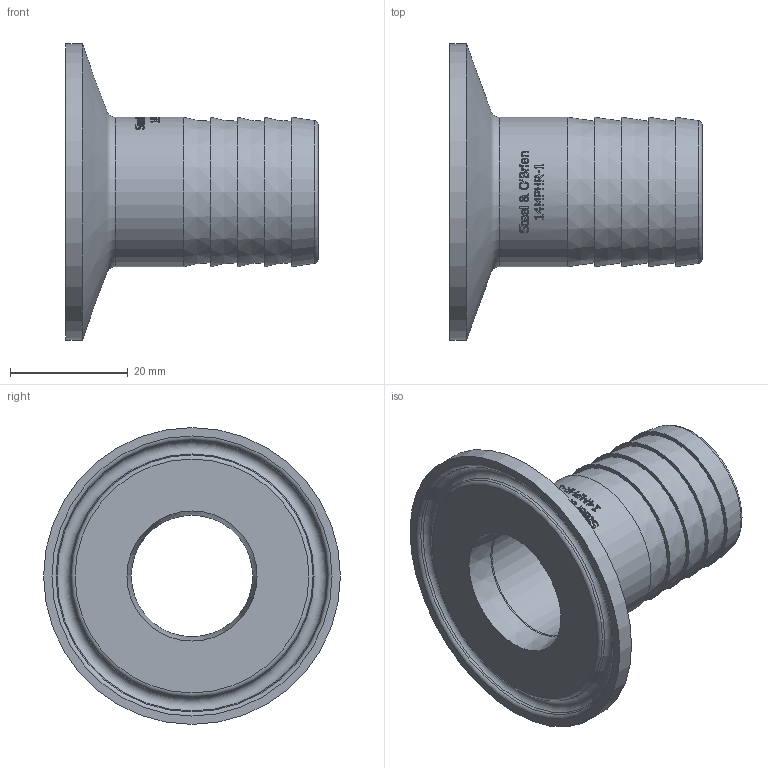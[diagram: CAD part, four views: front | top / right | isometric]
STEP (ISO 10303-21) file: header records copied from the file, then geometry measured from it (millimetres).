
FILE_DESCRIPTION(/* description */ (''),/* implementation_level */ '2;1');
FILE_NAME(/* name */ '14MPHR-1.stp',/* time_stamp */ '2021-11-16T10:53:31-05:00',/* author */ ('rick'),/* organization */ (''),/* preprocessor_version */ 'ST-DEVELOPER v18.1',/* originating_system */ 'Autodesk Inventor 2020',/* authorisation */ '');
FILE_SCHEMA (('AUTOMOTIVE_DESIGN { 1 0 10303 214 3 1 1 }'));
Length unit declared in the file: inch
Products named in the file (1): 14MPHR-1
Bounding box: 42.85 x 50.39 x 50.39 mm (x, y, z)
Volume: 13389.1 mm3; surface area: 9725.8 mm2
Topology: 1 solids, 1 shells, 357 faces, 975 edges, 658 vertices
Faces by surface type: plane 169, bspline 136, cylinder 36, cone 9, torus 7
Full cylindrical faces by diameter (mm): 20.625 x1, 25.4 x1, 50.394 x1
Entity records: 14396 total; most frequent: CARTESIAN_POINT 5925, ORIENTED_EDGE 1950, DIRECTION 1402, EDGE_CURVE 975, VERTEX_POINT 658, AXIS2_PLACEMENT_3D 477, LINE 448, VECTOR 448
